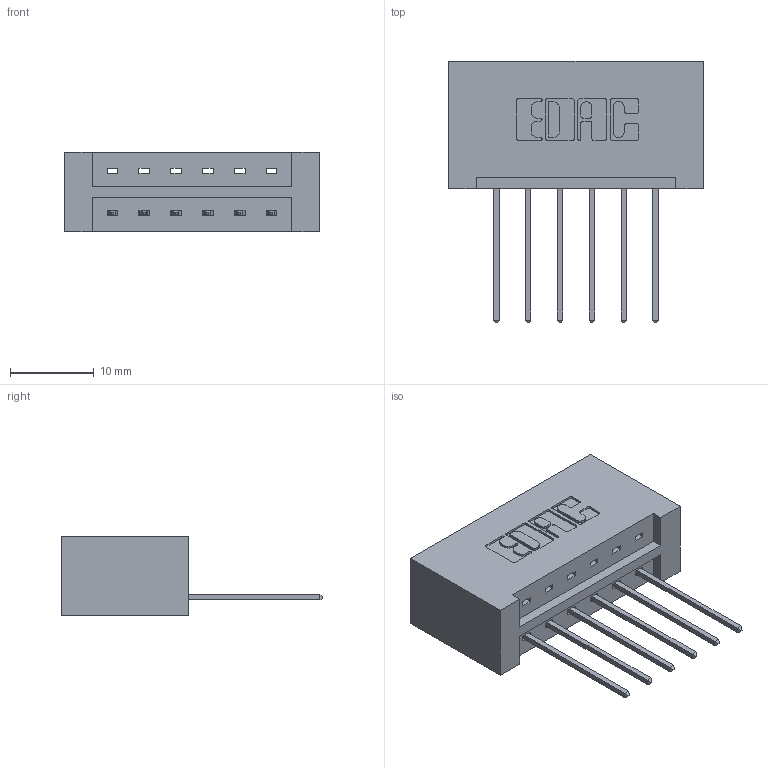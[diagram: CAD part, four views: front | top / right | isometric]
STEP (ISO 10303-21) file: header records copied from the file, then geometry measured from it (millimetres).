
FILE_DESCRIPTION (( 'STEP AP203' ), '1' );
FILE_NAME ('379-006-542-101.STEP', '2020-02-26T13:58:40', ( '' ), ( '' ), 'SwSTEP 2.0', 'SolidWorks 2016', '' );
FILE_SCHEMA (( 'CONFIG_CONTROL_DESIGN' ));
Length unit declared in the file: inch
Products named in the file (3): 345-292-001_345-293-142; 379 Part_Lugless; 379-006-542-101
Assembly tree (7 placements, depth 2):
  379-006-542-101
    379 Part_Lugless
    345-292-001_345-293-142  x6
Bounding box: 30.48 x 31.29 x 9.53 mm (x, y, z)
Volume: 3507 mm3; surface area: 3462.1 mm2
Topology: 7 solids, 7 shells, 454 faces, 1343 edges, 886 vertices
Faces by surface type: plane 318, cylinder 136
Entity records: 8065 total; most frequent: CARTESIAN_POINT 1404, ORIENTED_EDGE 1346, DIRECTION 1249, EDGE_CURVE 673, VECTOR 553, LINE 553, VERTEX_POINT 446, AXIS2_PLACEMENT_3D 348
